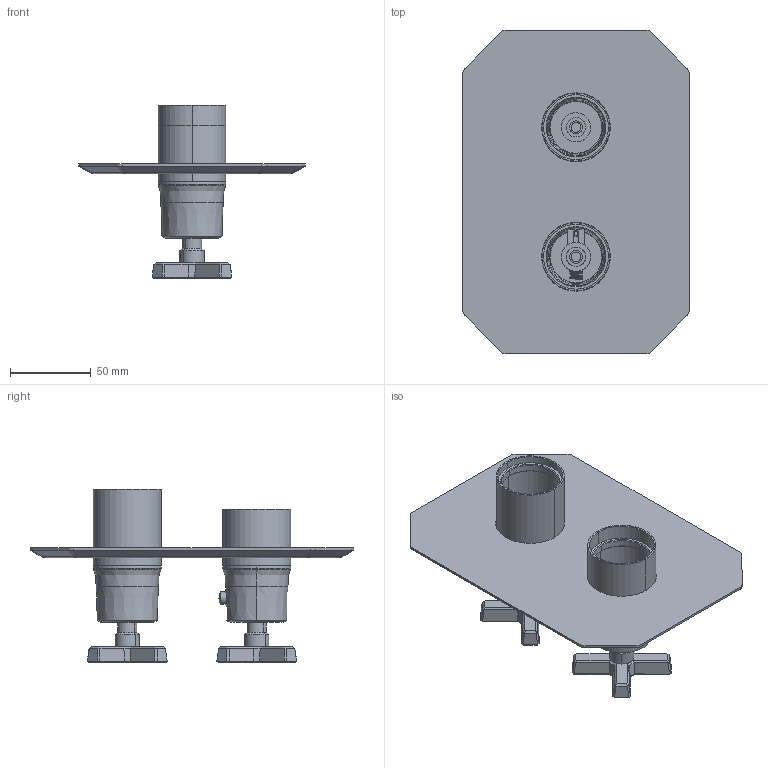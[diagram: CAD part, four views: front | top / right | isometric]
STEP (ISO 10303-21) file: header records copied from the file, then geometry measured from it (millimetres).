
FILE_DESCRIPTION (( 'STEP AP214' ), '1' );
FILE_NAME ('CR019_CR020 X_STEP_V20623.STEP', '2023-06-26T08:22:24', ( '' ), ( '' ), 'SwSTEP 2.0', 'SolidWorks 2019', '' );
FILE_SCHEMA (( 'AUTOMOTIVE_DESIGN' ));
Length unit declared in the file: millimetre
Products named in the file (1): CR019_CR020 X_STEP_V20623
Bounding box: 140 x 200 x 107.3 mm (x, y, z)
Volume: 205772.3 mm3; surface area: 108620.8 mm2
Topology: 10 solids, 10 shells, 427 faces, 1069 edges, 672 vertices
Faces by surface type: plane 219, cylinder 141, cone 31, bspline 24, sphere 10, torus 2
Entity records: 27711 total; most frequent: CARTESIAN_POINT 13501, ORIENTED_EDGE 2132, DIRECTION 1896, EDGE_CURVE 1066, VERTEX_POINT 671, VECTOR 650, LINE 650, AXIS2_PLACEMENT_3D 623
